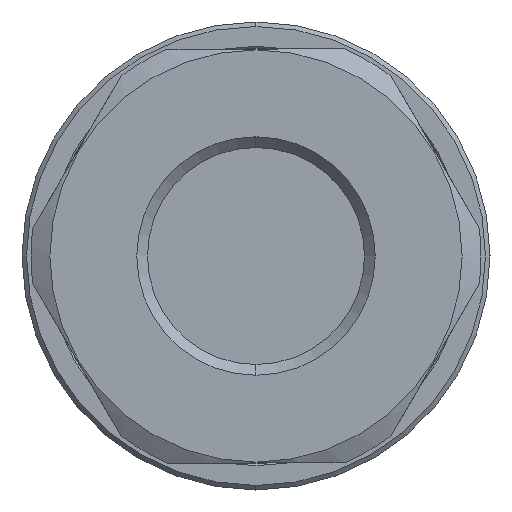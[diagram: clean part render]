
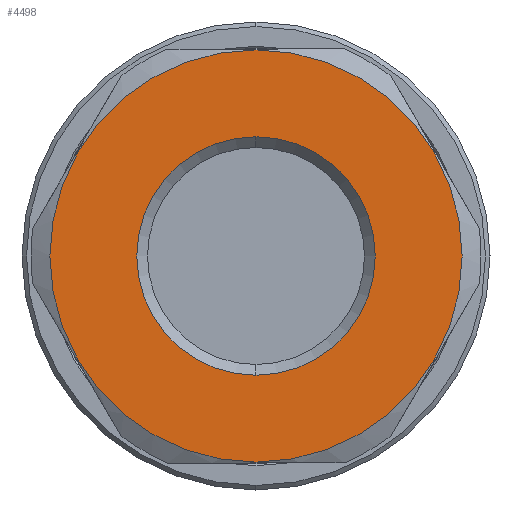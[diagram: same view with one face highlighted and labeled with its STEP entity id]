
A CAD part, left-side view. The second image highlights one B-rep face of the part: STEP entity #4498.
In plain terms, the highlighted planar face has unit normal (-1, 0, 0).
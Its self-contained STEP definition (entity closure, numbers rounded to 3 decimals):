
#905 = CARTESIAN_POINT ( 'NONE',  ( 0., 0., -22.9 ) ) ;
#906 = CARTESIAN_POINT ( 'NONE',  ( 0., 0., 22.9 ) ) ;
#917 = CARTESIAN_POINT ( 'NONE',  ( 0., 0., -13.25 ) ) ;
#918 = CARTESIAN_POINT ( 'NONE',  ( 0., 0., 13.25 ) ) ;
#2172 = AXIS2_PLACEMENT_3D ( 'NONE', #2957, #2958, #2959 ) ;
#2338 = AXIS2_PLACEMENT_3D ( 'NONE', #3640, #3641, #3642 ) ;
#2343 = AXIS2_PLACEMENT_3D ( 'NONE', #3701, #3702, #3703 ) ;
#2352 = AXIS2_PLACEMENT_3D ( 'NONE', #3770, #3771, #3772 ) ;
#2353 = AXIS2_PLACEMENT_3D ( 'NONE', #3773, #3774, #3775 ) ;
#2956 = PLANE ( 'NONE',  #2172 ) ;
#2957 = CARTESIAN_POINT ( 'NONE',  ( 0., 22.9, 0. ) ) ;
#2958 = DIRECTION ( 'NONE',  ( -1., 0., 0. ) ) ;
#2959 = DIRECTION ( 'NONE',  ( 0., 0., 1. ) ) ;
#3265 = FACE_BOUND ( 'NONE', #10618, .T. ) ;
#3266 = FACE_OUTER_BOUND ( 'NONE', #10615, .T. ) ;
#3629 = CIRCLE ( 'NONE', #2338, 22.9 ) ;
#3640 = CARTESIAN_POINT ( 'NONE',  ( 0., 0., 0. ) ) ;
#3641 = DIRECTION ( 'NONE',  ( 1., 0., 0. ) ) ;
#3642 = DIRECTION ( 'NONE',  ( 0., 0., -1. ) ) ;
#3701 = CARTESIAN_POINT ( 'NONE',  ( 0., 0., 0. ) ) ;
#3702 = DIRECTION ( 'NONE',  ( 1., 0., 0. ) ) ;
#3703 = DIRECTION ( 'NONE',  ( 0., 0., -1. ) ) ;
#3770 = CARTESIAN_POINT ( 'NONE',  ( 0., 0., 0. ) ) ;
#3771 = DIRECTION ( 'NONE',  ( 1., 0., 0. ) ) ;
#3772 = DIRECTION ( 'NONE',  ( 0., 0., -1. ) ) ;
#3773 = CARTESIAN_POINT ( 'NONE',  ( 0., 0., 0. ) ) ;
#3774 = DIRECTION ( 'NONE',  ( 1., 0., 0. ) ) ;
#3775 = DIRECTION ( 'NONE',  ( 0., 0., -1. ) ) ;
#4498 = ADVANCED_FACE ( 'NONE', ( #3265, #3266 ), #2956, .T. ) ;
#4572 = CIRCLE ( 'NONE', #2343, 13.25 ) ;
#4586 = CIRCLE ( 'NONE', #2352, 13.25 ) ;
#4587 = CIRCLE ( 'NONE', #2353, 22.9 ) ;
#6044 = EDGE_CURVE ( 'NONE', #8401, #8402, #3629, .T. ) ;
#6056 = EDGE_CURVE ( 'NONE', #8414, #8413, #4572, .T. ) ;
#6070 = EDGE_CURVE ( 'NONE', #8413, #8414, #4586, .T. ) ;
#6071 = EDGE_CURVE ( 'NONE', #8402, #8401, #4587, .T. ) ;
#8401 = VERTEX_POINT ( 'NONE', #905 ) ;
#8402 = VERTEX_POINT ( 'NONE', #906 ) ;
#8413 = VERTEX_POINT ( 'NONE', #917 ) ;
#8414 = VERTEX_POINT ( 'NONE', #918 ) ;
#9737 = ORIENTED_EDGE ( 'NONE', *, *, #6056, .T. ) ;
#9738 = ORIENTED_EDGE ( 'NONE', *, *, #6070, .T. ) ;
#9739 = ORIENTED_EDGE ( 'NONE', *, *, #6044, .F. ) ;
#9740 = ORIENTED_EDGE ( 'NONE', *, *, #6071, .F. ) ;
#10615 = EDGE_LOOP ( 'NONE', ( #9739, #9740 ) ) ;
#10618 = EDGE_LOOP ( 'NONE', ( #9737, #9738 ) ) ;
